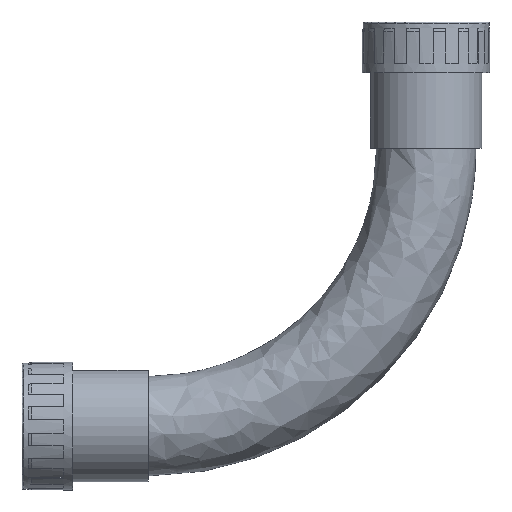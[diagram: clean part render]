
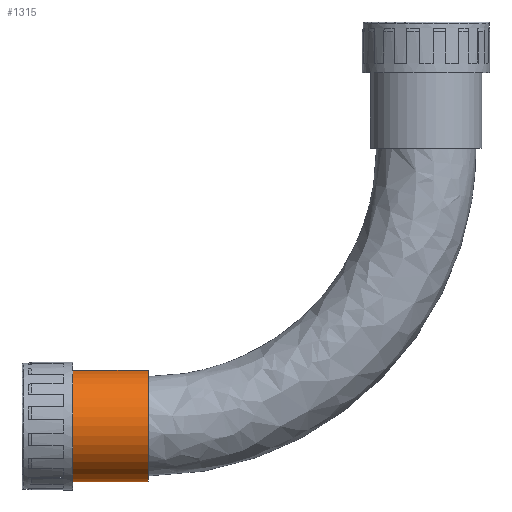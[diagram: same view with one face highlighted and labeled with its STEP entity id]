
A CAD part, front view. The second image highlights one B-rep face of the part: STEP entity #1315.
In plain terms, the highlighted cylindrical face has radius 17.65 mm (diameter 35.3 mm), a full revolution.
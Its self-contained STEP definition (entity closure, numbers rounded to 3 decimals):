
#266 = AXIS2_PLACEMENT_3D ( 'NONE', #2493, #1722, #937 ) ;
#415 = CIRCLE ( 'NONE', #659, 17.65 ) ;
#434 = CIRCLE ( 'NONE', #3508, 17.65 ) ;
#461 = DIRECTION ( 'NONE',  ( 1., 0., 0. ) ) ;
#482 = CYLINDRICAL_SURFACE ( 'NONE', #266, 17.65 ) ;
#488 = ORIENTED_EDGE ( 'NONE', *, *, #4472, .F. ) ;
#549 = CARTESIAN_POINT ( 'NONE',  ( 0., 0., -105.65 ) ) ;
#659 = AXIS2_PLACEMENT_3D ( 'NONE', #755, #3463, #1138 ) ;
#755 = CARTESIAN_POINT ( 'NONE',  ( -24., 0., -88. ) ) ;
#839 = FACE_OUTER_BOUND ( 'NONE', #3896, .T. ) ;
#937 = DIRECTION ( 'NONE',  ( 0., 0., -1. ) ) ;
#1012 = ORIENTED_EDGE ( 'NONE', *, *, #2321, .F. ) ;
#1138 = DIRECTION ( 'NONE',  ( 0., 0., -1. ) ) ;
#1191 = EDGE_LOOP ( 'NONE', ( #1012 ) ) ;
#1223 = VERTEX_POINT ( 'NONE', #549 ) ;
#1315 = ADVANCED_FACE ( 'NONE', ( #4576, #839 ), #482, .T. ) ;
#1722 = DIRECTION ( 'NONE',  ( 1., 0., 0. ) ) ;
#2321 = EDGE_CURVE ( 'NONE', #4408, #4408, #415, .T. ) ;
#2493 = CARTESIAN_POINT ( 'NONE',  ( -35., 0., -88. ) ) ;
#2775 = CARTESIAN_POINT ( 'NONE',  ( 0., 0., -88. ) ) ;
#3162 = DIRECTION ( 'NONE',  ( 0., 0., -1. ) ) ;
#3463 = DIRECTION ( 'NONE',  ( -1., 0., 0. ) ) ;
#3508 = AXIS2_PLACEMENT_3D ( 'NONE', #2775, #461, #3162 ) ;
#3896 = EDGE_LOOP ( 'NONE', ( #488 ) ) ;
#3991 = CARTESIAN_POINT ( 'NONE',  ( -24., 0., -105.65 ) ) ;
#4408 = VERTEX_POINT ( 'NONE', #3991 ) ;
#4472 = EDGE_CURVE ( 'NONE', #1223, #1223, #434, .T. ) ;
#4576 = FACE_OUTER_BOUND ( 'NONE', #1191, .T. ) ;
